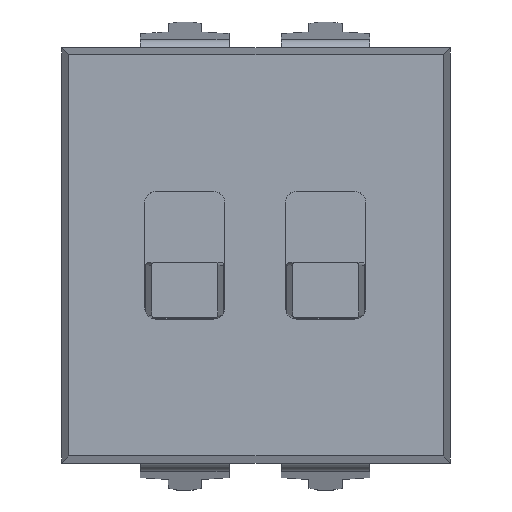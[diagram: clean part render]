
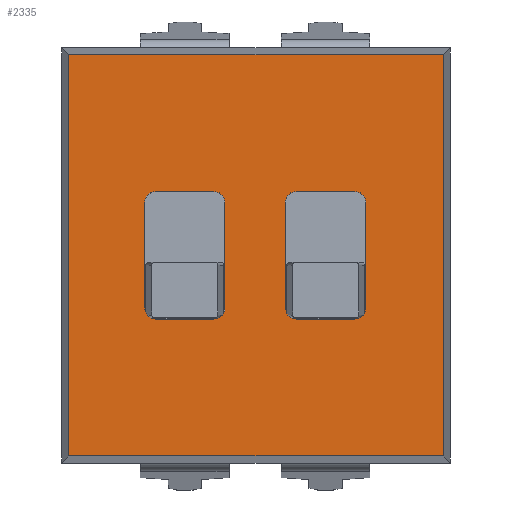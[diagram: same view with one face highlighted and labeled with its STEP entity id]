
A CAD part, top view. The second image highlights one B-rep face of the part: STEP entity #2335.
In plain terms, the highlighted planar face has unit normal (0, 0, 1).
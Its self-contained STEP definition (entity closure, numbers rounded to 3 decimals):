
#150=DIRECTION('',(1.,0.,0.));
#151=VECTOR('',#150,6.748);
#152=CARTESIAN_POINT('',(-3.374,-3.619,0.));
#153=LINE('',#152,#151);
#158=DIRECTION('',(0.,-1.,0.));
#159=VECTOR('',#158,7.238);
#160=CARTESIAN_POINT('',(-3.374,3.619,0.));
#161=LINE('',#160,#159);
#162=DIRECTION('',(1.,0.,0.));
#163=VECTOR('',#162,6.748);
#164=CARTESIAN_POINT('',(-3.374,3.619,0.));
#165=LINE('',#164,#163);
#166=DIRECTION('',(0.,-1.,0.));
#167=VECTOR('',#166,7.238);
#168=CARTESIAN_POINT('',(3.374,3.619,0.));
#169=LINE('',#168,#167);
#170=DIRECTION('',(1.,0.,0.));
#171=VECTOR('',#170,1.05);
#172=CARTESIAN_POINT('',(-1.81,-1.15,0.));
#173=LINE('',#172,#171);
#174=DIRECTION('',(0.,1.,0.));
#175=VECTOR('',#174,1.9);
#176=CARTESIAN_POINT('',(-0.56,-0.95,0.));
#177=LINE('',#176,#175);
#178=CARTESIAN_POINT('',(-0.76,0.95,0.));
#179=DIRECTION('',(0.,0.,1.));
#180=DIRECTION('',(1.,0.,0.));
#181=AXIS2_PLACEMENT_3D('',#178,#179,#180);
#183=DIRECTION('',(-1.,0.,0.));
#184=VECTOR('',#183,1.05);
#185=CARTESIAN_POINT('',(-0.76,1.15,0.));
#186=LINE('',#185,#184);
#187=CARTESIAN_POINT('',(-1.81,0.95,0.));
#188=DIRECTION('',(0.,0.,1.));
#189=DIRECTION('',(0.,1.,0.));
#190=AXIS2_PLACEMENT_3D('',#187,#188,#189);
#192=DIRECTION('',(0.,-1.,0.));
#193=VECTOR('',#192,1.9);
#194=CARTESIAN_POINT('',(-2.01,0.95,0.));
#195=LINE('',#194,#193);
#196=DIRECTION('',(1.,0.,0.));
#197=VECTOR('',#196,1.05);
#198=CARTESIAN_POINT('',(0.73,-1.15,0.));
#199=LINE('',#198,#197);
#200=DIRECTION('',(0.,1.,0.));
#201=VECTOR('',#200,1.9);
#202=CARTESIAN_POINT('',(1.98,-0.95,0.));
#203=LINE('',#202,#201);
#204=CARTESIAN_POINT('',(1.78,0.95,0.));
#205=DIRECTION('',(0.,0.,1.));
#206=DIRECTION('',(1.,0.,0.));
#207=AXIS2_PLACEMENT_3D('',#204,#205,#206);
#209=DIRECTION('',(-1.,0.,0.));
#210=VECTOR('',#209,1.05);
#211=CARTESIAN_POINT('',(1.78,1.15,0.));
#212=LINE('',#211,#210);
#213=CARTESIAN_POINT('',(0.73,0.95,0.));
#214=DIRECTION('',(0.,0.,1.));
#215=DIRECTION('',(0.,1.,0.));
#216=AXIS2_PLACEMENT_3D('',#213,#214,#215);
#218=DIRECTION('',(0.,-1.,0.));
#219=VECTOR('',#218,1.9);
#220=CARTESIAN_POINT('',(0.53,0.95,0.));
#221=LINE('',#220,#219);
#222=CARTESIAN_POINT('',(-1.81,-0.95,0.));
#223=DIRECTION('',(0.,0.,-1.));
#224=DIRECTION('',(0.,-1.,0.));
#225=AXIS2_PLACEMENT_3D('',#222,#223,#224);
#338=CARTESIAN_POINT('',(-0.76,-0.95,0.));
#339=DIRECTION('',(0.,0.,-1.));
#340=DIRECTION('',(1.,0.,0.));
#341=AXIS2_PLACEMENT_3D('',#338,#339,#340);
#584=CARTESIAN_POINT('',(0.73,-0.95,0.));
#585=DIRECTION('',(0.,0.,-1.));
#586=DIRECTION('',(0.,-1.,0.));
#587=AXIS2_PLACEMENT_3D('',#584,#585,#586);
#700=CARTESIAN_POINT('',(1.78,-0.95,0.));
#701=DIRECTION('',(0.,0.,-1.));
#702=DIRECTION('',(1.,0.,0.));
#703=AXIS2_PLACEMENT_3D('',#700,#701,#702);
#1674=CARTESIAN_POINT('',(-3.374,3.619,0.));
#1675=CARTESIAN_POINT('',(-3.374,-3.619,0.));
#1676=VERTEX_POINT('',#1674);
#1677=VERTEX_POINT('',#1675);
#1682=CARTESIAN_POINT('',(3.374,3.619,0.));
#1683=VERTEX_POINT('',#1682);
#1684=CARTESIAN_POINT('',(3.374,-3.619,0.));
#1685=VERTEX_POINT('',#1684);
#1734=CARTESIAN_POINT('',(-1.81,-1.15,0.));
#1735=CARTESIAN_POINT('',(-0.76,-1.15,0.));
#1736=VERTEX_POINT('',#1734);
#1737=VERTEX_POINT('',#1735);
#1738=CARTESIAN_POINT('',(-0.56,-0.95,0.));
#1739=CARTESIAN_POINT('',(-0.56,0.95,0.));
#1740=VERTEX_POINT('',#1738);
#1741=VERTEX_POINT('',#1739);
#1742=CARTESIAN_POINT('',(-0.76,1.15,0.));
#1743=VERTEX_POINT('',#1742);
#1744=CARTESIAN_POINT('',(-1.81,1.15,0.));
#1745=VERTEX_POINT('',#1744);
#1746=CARTESIAN_POINT('',(-2.01,0.95,0.));
#1747=VERTEX_POINT('',#1746);
#1748=CARTESIAN_POINT('',(-2.01,-0.95,0.));
#1749=VERTEX_POINT('',#1748);
#1908=CARTESIAN_POINT('',(0.53,-0.95,0.));
#1909=VERTEX_POINT('',#1908);
#1910=CARTESIAN_POINT('',(0.73,-1.15,0.));
#1911=VERTEX_POINT('',#1910);
#1912=CARTESIAN_POINT('',(1.78,-1.15,0.));
#1913=VERTEX_POINT('',#1912);
#1914=CARTESIAN_POINT('',(1.98,-0.95,0.));
#1915=VERTEX_POINT('',#1914);
#1916=CARTESIAN_POINT('',(1.98,0.95,0.));
#1917=VERTEX_POINT('',#1916);
#1918=CARTESIAN_POINT('',(1.78,1.15,0.));
#1919=VERTEX_POINT('',#1918);
#1920=CARTESIAN_POINT('',(0.73,1.15,0.));
#1921=VERTEX_POINT('',#1920);
#1922=CARTESIAN_POINT('',(0.53,0.95,0.));
#1923=VERTEX_POINT('',#1922);
#2288=CARTESIAN_POINT('',(-3.505,3.619,0.));
#2289=DIRECTION('',(0.,0.,1.));
#2290=DIRECTION('',(0.,-1.,0.));
#2291=AXIS2_PLACEMENT_3D('',#2288,#2289,#2290);
#2292=PLANE('',#2291);
#2293=ORIENTED_EDGE('',*,*,#2145,.F.);
#2294=ORIENTED_EDGE('',*,*,#2165,.T.);
#2295=ORIENTED_EDGE('',*,*,#2182,.T.);
#2296=ORIENTED_EDGE('',*,*,#2281,.F.);
#2297=EDGE_LOOP('',(#2293,#2294,#2295,#2296));
#2298=FACE_OUTER_BOUND('',#2297,.F.);
#2300=ORIENTED_EDGE('',*,*,#2299,.F.);
#2302=ORIENTED_EDGE('',*,*,#2301,.T.);
#2304=ORIENTED_EDGE('',*,*,#2303,.F.);
#2306=ORIENTED_EDGE('',*,*,#2305,.T.);
#2308=ORIENTED_EDGE('',*,*,#2307,.T.);
#2310=ORIENTED_EDGE('',*,*,#2309,.T.);
#2312=ORIENTED_EDGE('',*,*,#2311,.T.);
#2314=ORIENTED_EDGE('',*,*,#2313,.T.);
#2315=EDGE_LOOP('',(#2300,#2302,#2304,#2306,#2308,#2310,#2312,#2314));
#2316=FACE_BOUND('',#2315,.F.);
#2318=ORIENTED_EDGE('',*,*,#2317,.F.);
#2320=ORIENTED_EDGE('',*,*,#2319,.T.);
#2322=ORIENTED_EDGE('',*,*,#2321,.F.);
#2324=ORIENTED_EDGE('',*,*,#2323,.T.);
#2326=ORIENTED_EDGE('',*,*,#2325,.T.);
#2328=ORIENTED_EDGE('',*,*,#2327,.T.);
#2330=ORIENTED_EDGE('',*,*,#2329,.T.);
#2332=ORIENTED_EDGE('',*,*,#2331,.T.);
#2333=EDGE_LOOP('',(#2318,#2320,#2322,#2324,#2326,#2328,#2330,#2332));
#2334=FACE_BOUND('',#2333,.F.);
#182=CIRCLE('',#181,0.2);
#191=CIRCLE('',#190,0.2);
#208=CIRCLE('',#207,0.2);
#217=CIRCLE('',#216,0.2);
#226=CIRCLE('',#225,0.2);
#342=CIRCLE('',#341,0.2);
#588=CIRCLE('',#587,0.2);
#704=CIRCLE('',#703,0.2);
#2145=EDGE_CURVE('',#1676,#1677,#161,.T.);
#2165=EDGE_CURVE('',#1676,#1683,#165,.T.);
#2182=EDGE_CURVE('',#1683,#1685,#169,.T.);
#2281=EDGE_CURVE('',#1677,#1685,#153,.T.);
#2299=EDGE_CURVE('',#1736,#1749,#226,.T.);
#2301=EDGE_CURVE('',#1736,#1737,#173,.T.);
#2303=EDGE_CURVE('',#1740,#1737,#342,.T.);
#2305=EDGE_CURVE('',#1740,#1741,#177,.T.);
#2307=EDGE_CURVE('',#1741,#1743,#182,.T.);
#2309=EDGE_CURVE('',#1743,#1745,#186,.T.);
#2311=EDGE_CURVE('',#1745,#1747,#191,.T.);
#2313=EDGE_CURVE('',#1747,#1749,#195,.T.);
#2317=EDGE_CURVE('',#1911,#1909,#588,.T.);
#2319=EDGE_CURVE('',#1911,#1913,#199,.T.);
#2321=EDGE_CURVE('',#1915,#1913,#704,.T.);
#2323=EDGE_CURVE('',#1915,#1917,#203,.T.);
#2325=EDGE_CURVE('',#1917,#1919,#208,.T.);
#2327=EDGE_CURVE('',#1919,#1921,#212,.T.);
#2329=EDGE_CURVE('',#1921,#1923,#217,.T.);
#2331=EDGE_CURVE('',#1923,#1909,#221,.T.);
#2335=ADVANCED_FACE('',(#2298,#2316,#2334),#2292,.T.);
